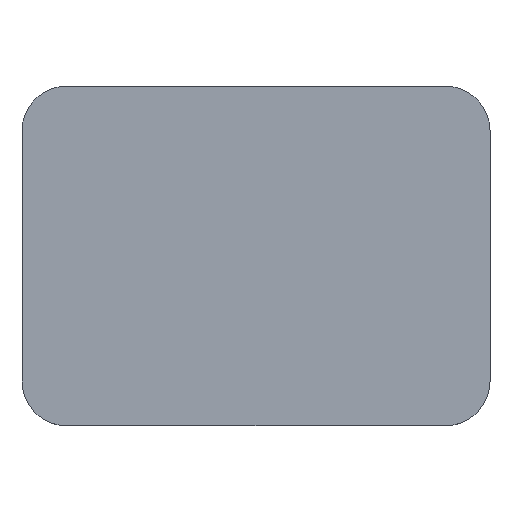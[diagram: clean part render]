
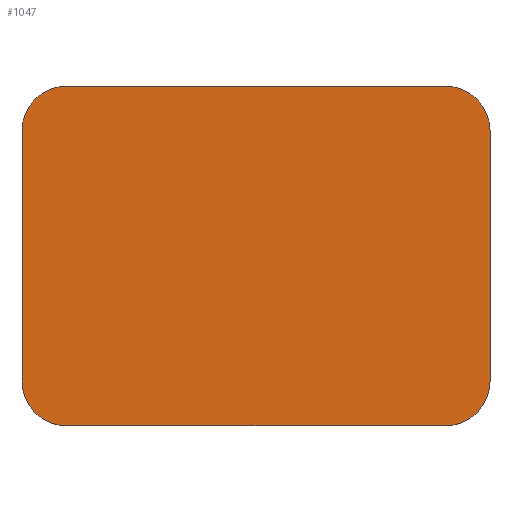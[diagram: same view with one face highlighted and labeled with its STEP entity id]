
A CAD part, top view. The second image highlights one B-rep face of the part: STEP entity #1047.
In plain terms, the highlighted planar face has unit normal (0, 0, 1).
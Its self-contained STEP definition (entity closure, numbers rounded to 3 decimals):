
#81=CIRCLE('',#1138,7.);
#82=CIRCLE('',#1141,7.);
#83=CIRCLE('',#1144,7.);
#84=CIRCLE('',#1147,7.);
#139=FACE_OUTER_BOUND('',#202,.T.);
#202=EDGE_LOOP('',(#928,#929,#930,#931,#932,#933,#934,#935));
#303=LINE('',#1728,#406);
#306=LINE('',#1736,#409);
#309=LINE('',#1744,#412);
#312=LINE('',#1752,#415);
#406=VECTOR('',#1409,10.);
#409=VECTOR('',#1418,10.);
#412=VECTOR('',#1427,10.);
#415=VECTOR('',#1436,10.);
#507=VERTEX_POINT('',#1725);
#508=VERTEX_POINT('',#1727);
#509=VERTEX_POINT('',#1731);
#510=VERTEX_POINT('',#1735);
#511=VERTEX_POINT('',#1739);
#512=VERTEX_POINT('',#1743);
#513=VERTEX_POINT('',#1747);
#514=VERTEX_POINT('',#1751);
#643=EDGE_CURVE('',#508,#507,#303,.T.);
#645=EDGE_CURVE('',#509,#508,#81,.T.);
#647=EDGE_CURVE('',#510,#509,#306,.T.);
#649=EDGE_CURVE('',#511,#510,#82,.T.);
#651=EDGE_CURVE('',#512,#511,#309,.T.);
#653=EDGE_CURVE('',#513,#512,#83,.T.);
#655=EDGE_CURVE('',#514,#513,#312,.T.);
#657=EDGE_CURVE('',#507,#514,#84,.T.);
#928=ORIENTED_EDGE('',*,*,#657,.T.);
#929=ORIENTED_EDGE('',*,*,#655,.T.);
#930=ORIENTED_EDGE('',*,*,#653,.T.);
#931=ORIENTED_EDGE('',*,*,#651,.T.);
#932=ORIENTED_EDGE('',*,*,#649,.T.);
#933=ORIENTED_EDGE('',*,*,#647,.T.);
#934=ORIENTED_EDGE('',*,*,#645,.T.);
#935=ORIENTED_EDGE('',*,*,#643,.T.);
#992=PLANE('',#1148);
#1047=ADVANCED_FACE('',(#139),#992,.T.);
#1138=AXIS2_PLACEMENT_3D('',#1732,#1413,#1414);
#1141=AXIS2_PLACEMENT_3D('',#1740,#1422,#1423);
#1144=AXIS2_PLACEMENT_3D('',#1748,#1431,#1432);
#1147=AXIS2_PLACEMENT_3D('',#1755,#1440,#1441);
#1148=AXIS2_PLACEMENT_3D('',#1756,#1442,#1443);
#1409=DIRECTION('',(-1.,0.,0.));
#1413=DIRECTION('center_axis',(0.,0.,
1.));
#1414=DIRECTION('ref_axis',(1.,0.,0.));
#1418=DIRECTION('',(0.,1.,0.));
#1422=DIRECTION('center_axis',(0.,0.,
1.));
#1423=DIRECTION('ref_axis',(0.,-1.,0.));
#1427=DIRECTION('',(1.,0.,0.));
#1431=DIRECTION('center_axis',(0.,0.,
1.));
#1432=DIRECTION('ref_axis',(-1.,0.,0.));
#1436=DIRECTION('',(0.,-1.,0.));
#1440=DIRECTION('center_axis',(0.,0.,
1.));
#1441=DIRECTION('ref_axis',(0.,1.,0.));
#1442=DIRECTION('center_axis',(0.,0.,
1.));
#1443=DIRECTION('ref_axis',(1.,0.,0.));
#1725=CARTESIAN_POINT('',(3.,49.,0.));
#1727=CARTESIAN_POINT('',(62.,49.,0.));
#1728=CARTESIAN_POINT('',(3.,49.,0.));
#1731=CARTESIAN_POINT('',(69.,42.,0.));
#1732=CARTESIAN_POINT('Origin',(62.,42.,0.));
#1735=CARTESIAN_POINT('',(69.,3.,0.));
#1736=CARTESIAN_POINT('',(69.,42.,0.));
#1739=CARTESIAN_POINT('',(62.,-4.,0.));
#1740=CARTESIAN_POINT('Origin',(62.,3.,0.));
#1743=CARTESIAN_POINT('',(3.,-4.,0.));
#1744=CARTESIAN_POINT('',(62.,-4.,0.));
#1747=CARTESIAN_POINT('',(-4.,3.,0.));
#1748=CARTESIAN_POINT('Origin',(3.,3.,0.));
#1751=CARTESIAN_POINT('',(-4.,42.,0.));
#1752=CARTESIAN_POINT('',(-4.,3.,0.));
#1755=CARTESIAN_POINT('Origin',(3.,42.,0.));
#1756=CARTESIAN_POINT('Origin',(32.5,22.5,0.));
